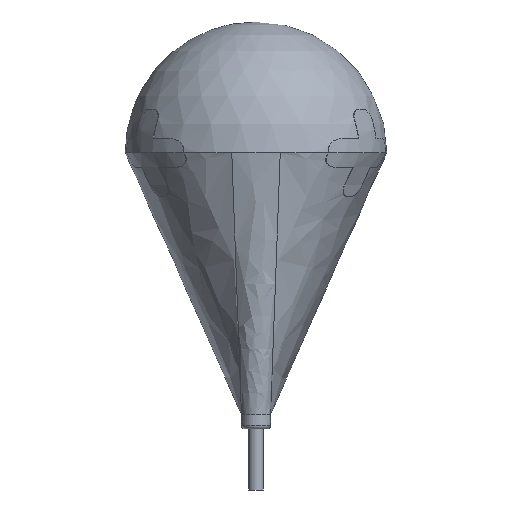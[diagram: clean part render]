
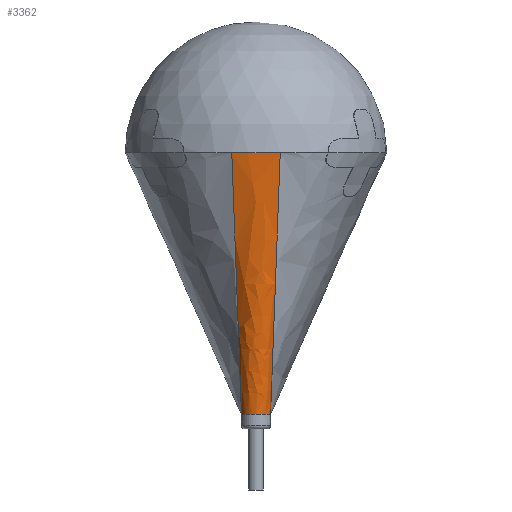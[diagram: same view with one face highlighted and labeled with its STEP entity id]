
A CAD part, left-side view. The second image highlights one B-rep face of the part: STEP entity #3362.
In plain terms, the highlighted free-form (B-spline) face has degree [9, 1] with [10, 2] control points.
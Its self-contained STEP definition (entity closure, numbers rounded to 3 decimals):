
#28=DIRECTION('',(0.,0.,-1.));
#29=DIRECTION('',(0.,1.,0.));
#918=DIRECTION('',(0.,-1.,0.));
#1995=CIRCLE('',#1996,4.5);
#1996=AXIS2_PLACEMENT_3D('',#1997,#28,#29);
#1997=CARTESIAN_POINT('',(2.5,0.,9.6));
#2008=VERTEX_POINT('',#2009);
#2009=CARTESIAN_POINT('',(-1.922,0.834,9.6));
#2010=ORIENTED_EDGE('',*,*,#2011,.F.);
#2011=EDGE_CURVE('',#2012,#2008,#1995,.T.);
#2012=VERTEX_POINT('',#2013);
#2013=CARTESIAN_POINT('',(-1.922,-0.834,9.6));
#2159=EDGE_CURVE('',#2160,#2008,#2162,.T.);
#2160=VERTEX_POINT('',#2161);
#2161=CARTESIAN_POINT('',(-0.15,0.5,0.6));
#2162=B_SPLINE_CURVE_WITH_KNOTS('',1,(#2161,#2009),.UNSPECIFIED.,.F.,.F.,(2,2),(0.,1.),.PIECEWISE_BEZIER_KNOTS.);
#2252=VERTEX_POINT('',#2253);
#2253=CARTESIAN_POINT('',(-0.15,-0.5,0.6));
#2257=EDGE_CURVE('',#2252,#2012,#2258,.T.);
#2258=B_SPLINE_CURVE_WITH_KNOTS('',1,(#2253,#2013),.UNSPECIFIED.,.F.,.F.,(2,2),(0.,1.),.PIECEWISE_BEZIER_KNOTS.);
#3362=ADVANCED_FACE('',(#3363),#3372,.F.);
#3363=FACE_BOUND('',#3364,.F.);
#3364=EDGE_LOOP('',(#3365,#3370,#2010,#3371));
#3365=ORIENTED_EDGE('',*,*,#3366,.T.);
#3366=EDGE_CURVE('',#2252,#2160,#3367,.T.);
#3367=CIRCLE('',#3368,0.5);
#3368=AXIS2_PLACEMENT_3D('',#3369,#28,#918);
#3369=CARTESIAN_POINT('',(-0.15,0.,0.6));
#3370=ORIENTED_EDGE('',*,*,#2159,.T.);
#3371=ORIENTED_EDGE('',*,*,#2257,.F.);
#3372=B_SPLINE_SURFACE_WITH_KNOTS('',9,1,((#2253,#2013),(#3373,#3374),(#3375,#3376),(#3377,#3378),(#3379,#3380),(#3381,#3382),(#3383,#3384),(#3385,#3386),(#3387,#3388),(#2161,#2009)),.UNSPECIFIED.,.F.,.F.,.F.,(10,10),(2,2),(0.,3.142),(0.,1.),.PIECEWISE_BEZIER_KNOTS.);
#3373=CARTESIAN_POINT('',(-0.325,-0.5,0.6));
#3374=CARTESIAN_POINT('',(-1.957,-0.651,9.6));
#3375=CARTESIAN_POINT('',(-0.499,-0.431,0.6));
#3376=CARTESIAN_POINT('',(-1.983,-0.466,9.6));
#3377=CARTESIAN_POINT('',(-0.643,-0.294,0.6));
#3378=CARTESIAN_POINT('',(-2.,-0.28,9.6));
#3379=CARTESIAN_POINT('',(-0.725,-0.105,0.6));
#3380=CARTESIAN_POINT('',(-2.009,-0.093,9.6));
#3381=CARTESIAN_POINT('',(-0.725,0.105,0.6));
#3382=CARTESIAN_POINT('',(-2.009,0.093,9.6));
#3383=CARTESIAN_POINT('',(-0.643,0.294,0.6));
#3384=CARTESIAN_POINT('',(-2.,0.28,9.6));
#3385=CARTESIAN_POINT('',(-0.499,0.431,0.6));
#3386=CARTESIAN_POINT('',(-1.983,0.466,9.6));
#3387=CARTESIAN_POINT('',(-0.325,0.5,0.6));
#3388=CARTESIAN_POINT('',(-1.957,0.651,9.6));
